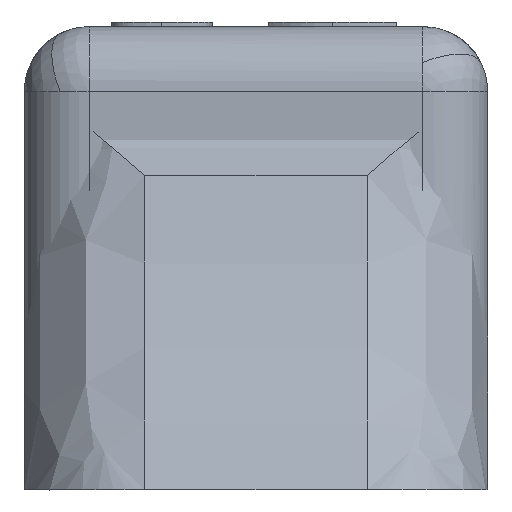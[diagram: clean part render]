
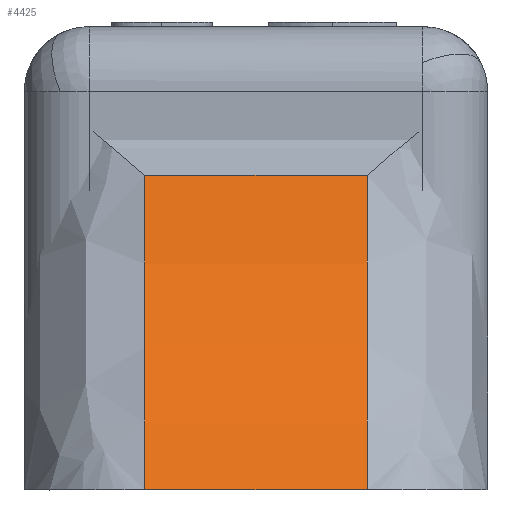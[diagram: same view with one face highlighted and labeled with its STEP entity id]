
A CAD part, left-side view. The second image highlights one B-rep face of the part: STEP entity #4425.
In plain terms, the highlighted cylindrical face has radius 0.693 mm (diameter 1.386 mm), a partial arc.
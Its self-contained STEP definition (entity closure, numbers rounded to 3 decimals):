
#111 = FACE_OUTER_BOUND ( 'NONE', #7136, .T. ) ;
#647 = CARTESIAN_POINT ( 'NONE',  ( -0.73, -0.12, 0. ) ) ;
#918 = EDGE_CURVE ( 'NONE', #8970, #2573, #7544, .T. ) ;
#1639 = DIRECTION ( 'NONE',  ( 0., -1., 0. ) ) ;
#1754 = VECTOR ( 'NONE', #6460, 1000. ) ;
#2573 = VERTEX_POINT ( 'NONE', #647 ) ;
#3026 = VERTEX_POINT ( 'NONE', #14254 ) ;
#3465 = VERTEX_POINT ( 'NONE', #13231 ) ;
#4425 = ADVANCED_FACE ( 'NONE', ( #111 ), #6062, .F. ) ;
#6062 = CYLINDRICAL_SURFACE ( 'NONE', #12969, 0.693 ) ;
#6460 = DIRECTION ( 'NONE',  ( 0., -1., 0. ) ) ;
#6648 = EDGE_CURVE ( 'NONE', #3465, #8970, #15125, .T. ) ;
#7136 = EDGE_LOOP ( 'NONE', ( #14691, #15768, #15982, #15242 ) ) ;
#7179 = CARTESIAN_POINT ( 'NONE',  ( -0.518, -0.12, 0.339 ) ) ;
#7544 = CIRCLE ( 'NONE', #18507, 0.693 ) ;
#7652 = VECTOR ( 'NONE', #17265, 1000. ) ;
#8548 = AXIS2_PLACEMENT_3D ( 'NONE', #17807, #1639, #14981 ) ;
#8625 = DIRECTION ( 'NONE',  ( 0., 1., 0. ) ) ;
#8970 = VERTEX_POINT ( 'NONE', #7179 ) ;
#9239 = CARTESIAN_POINT ( 'NONE',  ( -0.518, -9.75, 0.339 ) ) ;
#9473 = DIRECTION ( 'NONE',  ( 0., 1., 0. ) ) ;
#11010 = LINE ( 'NONE', #14132, #7652 ) ;
#12062 = CARTESIAN_POINT ( 'NONE',  ( -1.187, -9.75, 0.521 ) ) ;
#12615 = CIRCLE ( 'NONE', #8548, 0.693 ) ;
#12969 = AXIS2_PLACEMENT_3D ( 'NONE', #12062, #8625, #14623 ) ;
#13231 = CARTESIAN_POINT ( 'NONE',  ( -0.518, 0.12, 0.339 ) ) ;
#13876 = EDGE_CURVE ( 'NONE', #3026, #3465, #12615, .T. ) ;
#14132 = CARTESIAN_POINT ( 'NONE',  ( -0.73, 0., 0. ) ) ;
#14254 = CARTESIAN_POINT ( 'NONE',  ( -0.73, 0.12, 0. ) ) ;
#14623 = DIRECTION ( 'NONE',  ( 0., 0., 1. ) ) ;
#14691 = ORIENTED_EDGE ( 'NONE', *, *, #13876, .F. ) ;
#14981 = DIRECTION ( 'NONE',  ( 0., 0., -1. ) ) ;
#15125 = LINE ( 'NONE', #9239, #1754 ) ;
#15242 = ORIENTED_EDGE ( 'NONE', *, *, #6648, .F. ) ;
#15768 = ORIENTED_EDGE ( 'NONE', *, *, #15994, .F. ) ;
#15982 = ORIENTED_EDGE ( 'NONE', *, *, #918, .F. ) ;
#15994 = EDGE_CURVE ( 'NONE', #2573, #3026, #11010, .T. ) ;
#16930 = DIRECTION ( 'NONE',  ( 0., 0., 1. ) ) ;
#17265 = DIRECTION ( 'NONE',  ( 0., 1., 0. ) ) ;
#17807 = CARTESIAN_POINT ( 'NONE',  ( -1.187, 0.12, 0.521 ) ) ;
#18490 = CARTESIAN_POINT ( 'NONE',  ( -1.187, -0.12, 0.521 ) ) ;
#18507 = AXIS2_PLACEMENT_3D ( 'NONE', #18490, #9473, #16930 ) ;
